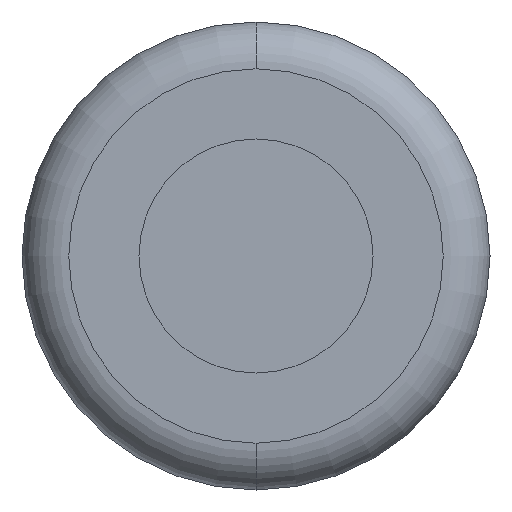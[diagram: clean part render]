
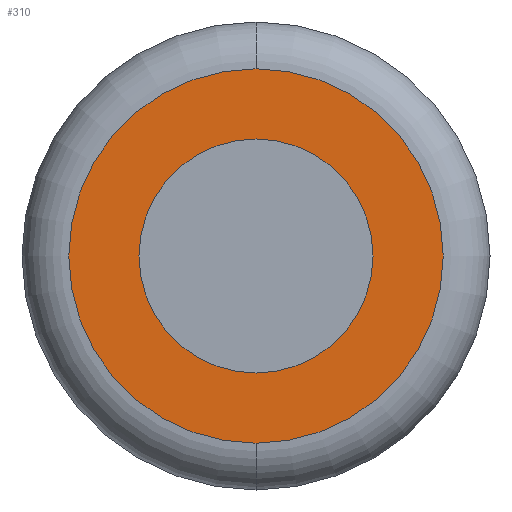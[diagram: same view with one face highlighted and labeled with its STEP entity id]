
A CAD part, front view. The second image highlights one B-rep face of the part: STEP entity #310.
In plain terms, the highlighted planar face has unit normal (0, -1, 0).
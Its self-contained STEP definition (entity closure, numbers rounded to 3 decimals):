
#30 = ORIENTED_EDGE ( 'NONE', *, *, #441, .F. ) ;
#36 = DIRECTION ( 'NONE',  ( 0., 0., 1. ) ) ;
#43 = DIRECTION ( 'NONE',  ( 0., 0., -1. ) ) ;
#56 = FACE_OUTER_BOUND ( 'NONE', #64, .T. ) ;
#64 = EDGE_LOOP ( 'NONE', ( #210, #372 ) ) ;
#69 = PLANE ( 'NONE',  #470 ) ;
#90 = VERTEX_POINT ( 'NONE', #170 ) ;
#107 = EDGE_CURVE ( 'NONE', #172, #90, #153, .T. ) ;
#118 = DIRECTION ( 'NONE',  ( 0., 1., 0. ) ) ;
#131 = EDGE_CURVE ( 'NONE', #90, #172, #148, .T. ) ;
#141 = EDGE_LOOP ( 'NONE', ( #461, #30 ) ) ;
#146 = CARTESIAN_POINT ( 'NONE',  ( 0., 2., 0. ) ) ;
#148 = CIRCLE ( 'NONE', #213, 0.8 ) ;
#152 = CARTESIAN_POINT ( 'NONE',  ( 0., 2., 0. ) ) ;
#153 = CIRCLE ( 'NONE', #507, 0.8 ) ;
#156 = CARTESIAN_POINT ( 'NONE',  ( 0., 2., -0.5 ) ) ;
#159 = CARTESIAN_POINT ( 'NONE',  ( 0., 2., 0. ) ) ;
#164 = CIRCLE ( 'NONE', #460, 0.5 ) ;
#170 = CARTESIAN_POINT ( 'NONE',  ( 0., 2., 0.8 ) ) ;
#172 = VERTEX_POINT ( 'NONE', #263 ) ;
#179 = CARTESIAN_POINT ( 'NONE',  ( 0., 2., 0. ) ) ;
#202 = CIRCLE ( 'NONE', #320, 0.5 ) ;
#207 = EDGE_CURVE ( 'NONE', #313, #379, #164, .T. ) ;
#210 = ORIENTED_EDGE ( 'NONE', *, *, #131, .T. ) ;
#213 = AXIS2_PLACEMENT_3D ( 'NONE', #146, #421, #259 ) ;
#235 = DIRECTION ( 'NONE',  ( 0., 0., -1. ) ) ;
#259 = DIRECTION ( 'NONE',  ( 0., 0., 1. ) ) ;
#263 = CARTESIAN_POINT ( 'NONE',  ( 0., 2., -0.8 ) ) ;
#266 = FACE_BOUND ( 'NONE', #141, .T. ) ;
#297 = DIRECTION ( 'NONE',  ( 0., -1., 0. ) ) ;
#310 = ADVANCED_FACE ( 'NONE', ( #56, #266 ), #69, .F. ) ;
#313 = VERTEX_POINT ( 'NONE', #156 ) ;
#320 = AXIS2_PLACEMENT_3D ( 'NONE', #159, #408, #43 ) ;
#339 = DIRECTION ( 'NONE',  ( 0., 0., 1. ) ) ;
#372 = ORIENTED_EDGE ( 'NONE', *, *, #107, .T. ) ;
#379 = VERTEX_POINT ( 'NONE', #405 ) ;
#405 = CARTESIAN_POINT ( 'NONE',  ( 0., 2., 0.5 ) ) ;
#408 = DIRECTION ( 'NONE',  ( 0., -1., 0. ) ) ;
#421 = DIRECTION ( 'NONE',  ( 0., -1., 0. ) ) ;
#434 = CARTESIAN_POINT ( 'NONE',  ( -0.5, 2., 0. ) ) ;
#441 = EDGE_CURVE ( 'NONE', #379, #313, #202, .T. ) ;
#460 = AXIS2_PLACEMENT_3D ( 'NONE', #152, #508, #235 ) ;
#461 = ORIENTED_EDGE ( 'NONE', *, *, #207, .F. ) ;
#470 = AXIS2_PLACEMENT_3D ( 'NONE', #434, #118, #36 ) ;
#507 = AXIS2_PLACEMENT_3D ( 'NONE', #179, #297, #339 ) ;
#508 = DIRECTION ( 'NONE',  ( 0., -1., 0. ) ) ;
